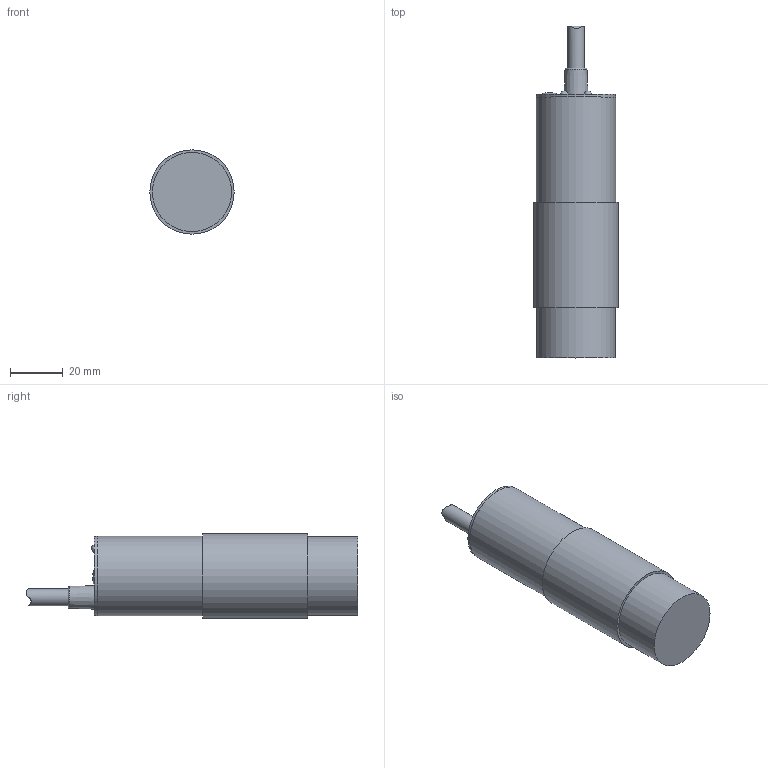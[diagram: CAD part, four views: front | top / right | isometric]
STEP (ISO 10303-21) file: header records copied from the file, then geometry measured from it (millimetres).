
FILE_DESCRIPTION(/* description */ (''),/* implementation_level */ '2;1');
FILE_NAME(/* name */ '771100_Shrinkwrap_1.stp',/* time_stamp */ '2021-12-21T11:17:19+01:00',/* author */ ('Krieger Anja'),/* organization */ (''),/* preprocessor_version */ 'ST-DEVELOPER v18.1',/* originating_system */ 'Autodesk Inventor 2021',/* authorisation */ '');
FILE_SCHEMA (('AUTOMOTIVE_DESIGN { 1 0 10303 214 3 1 1 }'));
Length unit declared in the file: millimetre
Products named in the file (1): 771100_Shrinkwrap_1
Bounding box: 32 x 125.98 x 32 mm (x, y, z)
Volume: 19824.7 mm3; surface area: 24741.6 mm2
Topology: 3 solids, 3 shells, 96 faces, 186 edges, 123 vertices
Faces by surface type: plane 41, cylinder 39, cone 10, torus 3, sphere 2, bspline 1
Full cylindrical faces by diameter (mm): 2.6 x1, 3 x3, 3.2 x2, 3.7 x1, 4 x2, 4.2 x2, 5.5 x1, 5.8 x1, 6 x1, 6.2 x1, 6.4 x1, 6.5 x1, 6.9 x1, 7 x1, 8 x1, 8.3 x1, 10.4 x1, 10.5 x1, 11.5 x1, 26.2 x1, 28 x1, 28.3 x2, 28.4 x2, 30 x2, 30.1 x1, 32 x1
Entity records: 2766 total; most frequent: CARTESIAN_POINT 489, DIRECTION 485, ORIENTED_EDGE 366, AXIS2_PLACEMENT_3D 210, EDGE_CURVE 183, EDGE_LOOP 126, VERTEX_POINT 123, CIRCLE 114
